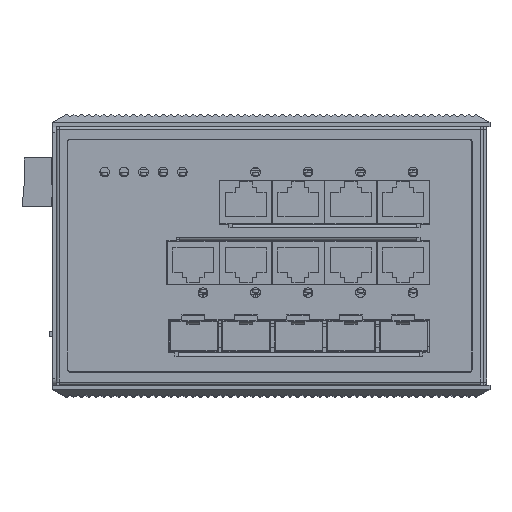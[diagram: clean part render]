
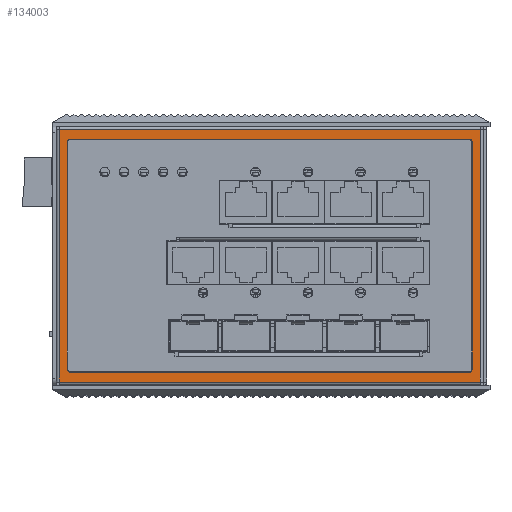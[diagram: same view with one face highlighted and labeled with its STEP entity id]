
A CAD part, top view. The second image highlights one B-rep face of the part: STEP entity #134003.
In plain terms, the highlighted planar face has unit normal (0, 0, 1).
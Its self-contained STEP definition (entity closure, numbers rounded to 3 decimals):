
#111729=DIRECTION('',(1.,0.,0.));
#111730=VECTOR('',#111729,130.);
#111731=CARTESIAN_POINT('',(-63.2,59.,50.3));
#111732=LINE('',#111731,#111730);
#111733=CARTESIAN_POINT('',(63.3,-15.,50.3));
#111734=DIRECTION('',(0.,0.,-1.));
#111735=DIRECTION('',(1.,0.,0.));
#111736=AXIS2_PLACEMENT_3D('',#111733,#111734,#111735);
#111738=DIRECTION('',(0.,-1.,0.));
#111739=VECTOR('',#111738,70.);
#111740=CARTESIAN_POINT('',(64.3,55.,50.3));
#111741=LINE('',#111740,#111739);
#111742=CARTESIAN_POINT('',(63.3,55.,50.3));
#111743=DIRECTION('',(0.,0.,-1.));
#111744=DIRECTION('',(0.,1.,0.));
#111745=AXIS2_PLACEMENT_3D('',#111742,#111743,#111744);
#111747=DIRECTION('',(1.,0.,0.));
#111748=VECTOR('',#111747,123.);
#111749=CARTESIAN_POINT('',(-59.7,56.,50.3));
#111750=LINE('',#111749,#111748);
#111751=CARTESIAN_POINT('',(-59.7,55.,50.3));
#111752=DIRECTION('',(0.,0.,-1.));
#111753=DIRECTION('',(-1.,0.,0.));
#111754=AXIS2_PLACEMENT_3D('',#111751,#111752,#111753);
#111756=DIRECTION('',(0.,1.,0.));
#111757=VECTOR('',#111756,70.);
#111758=CARTESIAN_POINT('',(-60.7,-15.,50.3));
#111759=LINE('',#111758,#111757);
#111760=CARTESIAN_POINT('',(-59.7,-15.,50.3));
#111761=DIRECTION('',(0.,0.,-1.));
#111762=DIRECTION('',(0.,-1.,0.));
#111763=AXIS2_PLACEMENT_3D('',#111760,#111761,#111762);
#111765=DIRECTION('',(-1.,0.,0.));
#111766=VECTOR('',#111765,123.);
#111767=CARTESIAN_POINT('',(63.3,-16.,50.3));
#111768=LINE('',#111767,#111766);
#111769=DIRECTION('',(-1.,0.,0.));
#111770=VECTOR('',#111769,130.);
#111771=CARTESIAN_POINT('',(66.8,-19.,50.3));
#111772=LINE('',#111771,#111770);
#111781=DIRECTION('',(0.,1.,0.));
#111782=VECTOR('',#111781,78.);
#111783=CARTESIAN_POINT('',(-63.2,-19.,50.3));
#111784=LINE('',#111783,#111782);
#111789=DIRECTION('',(0.,-1.,0.));
#111790=VECTOR('',#111789,78.);
#111791=CARTESIAN_POINT('',(66.8,59.,50.3));
#111792=LINE('',#111791,#111790);
#114473=CARTESIAN_POINT('',(66.8,59.,50.3));
#114474=VERTEX_POINT('',#114473);
#114491=CARTESIAN_POINT('',(-63.2,59.,50.3));
#114492=VERTEX_POINT('',#114491);
#114523=CARTESIAN_POINT('',(66.8,-19.,50.3));
#114524=VERTEX_POINT('',#114523);
#114567=CARTESIAN_POINT('',(-63.2,-19.,50.3));
#114568=VERTEX_POINT('',#114567);
#114655=CARTESIAN_POINT('',(64.3,-15.,50.3));
#114656=CARTESIAN_POINT('',(63.3,-16.,50.3));
#114657=VERTEX_POINT('',#114655);
#114658=VERTEX_POINT('',#114656);
#114711=CARTESIAN_POINT('',(-59.7,-16.,50.3));
#114712=VERTEX_POINT('',#114711);
#114713=CARTESIAN_POINT('',(64.3,55.,50.3));
#114714=VERTEX_POINT('',#114713);
#114780=CARTESIAN_POINT('',(-60.7,-15.,50.3));
#114781=VERTEX_POINT('',#114780);
#114782=CARTESIAN_POINT('',(63.3,56.,50.3));
#114783=VERTEX_POINT('',#114782);
#114861=CARTESIAN_POINT('',(-60.7,55.,50.3));
#114862=VERTEX_POINT('',#114861);
#114865=CARTESIAN_POINT('',(-59.7,56.,50.3));
#114866=VERTEX_POINT('',#114865);
#133971=CARTESIAN_POINT('',(-64.2,-19.,50.3));
#133972=DIRECTION('',(0.,0.,-1.));
#133973=DIRECTION('',(-1.,0.,0.));
#133974=AXIS2_PLACEMENT_3D('',#133971,#133972,#133973);
#133975=PLANE('',#133974);
#133977=ORIENTED_EDGE('',*,*,#133976,.T.);
#133979=ORIENTED_EDGE('',*,*,#133978,.T.);
#133980=ORIENTED_EDGE('',*,*,#133966,.T.);
#133982=ORIENTED_EDGE('',*,*,#133981,.T.);
#133983=EDGE_LOOP('',(#133977,#133979,#133980,#133982));
#133984=FACE_OUTER_BOUND('',#133983,.F.);
#133986=ORIENTED_EDGE('',*,*,#133985,.F.);
#133988=ORIENTED_EDGE('',*,*,#133987,.F.);
#133990=ORIENTED_EDGE('',*,*,#133989,.F.);
#133992=ORIENTED_EDGE('',*,*,#133991,.F.);
#133994=ORIENTED_EDGE('',*,*,#133993,.F.);
#133996=ORIENTED_EDGE('',*,*,#133995,.F.);
#133998=ORIENTED_EDGE('',*,*,#133997,.F.);
#134000=ORIENTED_EDGE('',*,*,#133999,.F.);
#134001=EDGE_LOOP('',(#133986,#133988,#133990,#133992,#133994,#133996,#133998,
#134000));
#134002=FACE_BOUND('',#134001,.F.);
#134003=ADVANCED_FACE('',(#133984,#134002),#133975,.F.);
#111737=CIRCLE('',#111736,1.);
#111746=CIRCLE('',#111745,1.);
#111755=CIRCLE('',#111754,1.);
#111764=CIRCLE('',#111763,1.);
#133966=EDGE_CURVE('',#114492,#114474,#111732,.T.);
#133976=EDGE_CURVE('',#114524,#114568,#111772,.T.);
#133978=EDGE_CURVE('',#114568,#114492,#111784,.T.);
#133981=EDGE_CURVE('',#114474,#114524,#111792,.T.);
#133985=EDGE_CURVE('',#114657,#114658,#111737,.T.);
#133987=EDGE_CURVE('',#114714,#114657,#111741,.T.);
#133989=EDGE_CURVE('',#114783,#114714,#111746,.T.);
#133991=EDGE_CURVE('',#114866,#114783,#111750,.T.);
#133993=EDGE_CURVE('',#114862,#114866,#111755,.T.);
#133995=EDGE_CURVE('',#114781,#114862,#111759,.T.);
#133997=EDGE_CURVE('',#114712,#114781,#111764,.T.);
#133999=EDGE_CURVE('',#114658,#114712,#111768,.T.);
